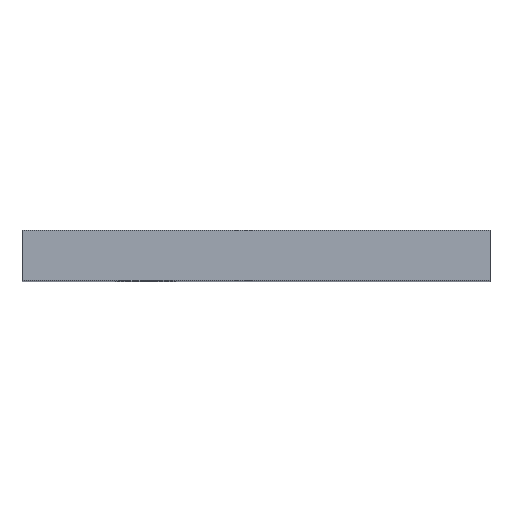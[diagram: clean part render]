
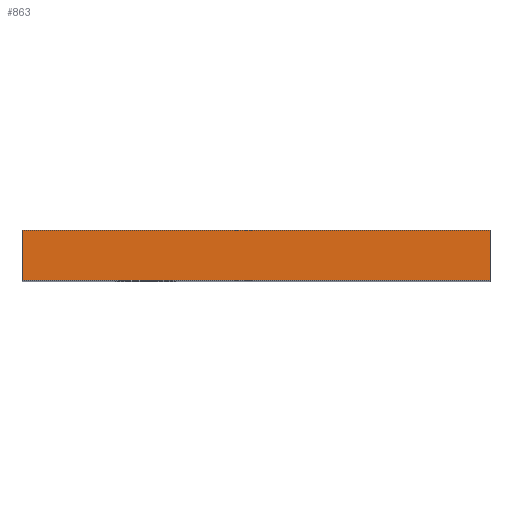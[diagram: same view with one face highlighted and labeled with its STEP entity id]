
A CAD part, top view. The second image highlights one B-rep face of the part: STEP entity #863.
In plain terms, the highlighted planar face has unit normal (0, 0, 1).
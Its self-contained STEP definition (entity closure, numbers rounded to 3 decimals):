
#3 = EDGE_CURVE ( 'NONE', #1056, #389, #1049, .T. ) ;
#32 = CARTESIAN_POINT ( 'NONE',  ( -35.699, 39.018, 112.526 ) ) ;
#40 = EDGE_LOOP ( 'NONE', ( #1026, #218, #805, #931 ) ) ;
#98 = FACE_OUTER_BOUND ( 'NONE', #40, .T. ) ;
#100 = CARTESIAN_POINT ( 'NONE',  ( -35.699, 39.018, 112.526 ) ) ;
#111 = CARTESIAN_POINT ( 'NONE',  ( -35.699, 39.018, 112.526 ) ) ;
#188 = CARTESIAN_POINT ( 'NONE',  ( -175.699, 39.018, 112.526 ) ) ;
#218 = ORIENTED_EDGE ( 'NONE', *, *, #1009, .F. ) ;
#220 = VECTOR ( 'NONE', #461, 1000. ) ;
#267 = DIRECTION ( 'NONE',  ( 1., 0., 0. ) ) ;
#357 = DIRECTION ( 'NONE',  ( 0., 0., 1. ) ) ;
#389 = VERTEX_POINT ( 'NONE', #583 ) ;
#449 = VERTEX_POINT ( 'NONE', #997 ) ;
#461 = DIRECTION ( 'NONE',  ( -1., 0., 0. ) ) ;
#556 = CARTESIAN_POINT ( 'NONE',  ( -35.699, 24.018, 112.526 ) ) ;
#572 = VECTOR ( 'NONE', #1052, 1000. ) ;
#583 = CARTESIAN_POINT ( 'NONE',  ( -175.699, 24.018, 112.526 ) ) ;
#608 = LINE ( 'NONE', #32, #220 ) ;
#609 = DIRECTION ( 'NONE',  ( 0., -1., 0. ) ) ;
#724 = VECTOR ( 'NONE', #609, 1000. ) ;
#732 = EDGE_CURVE ( 'NONE', #1054, #1056, #608, .T. ) ;
#751 = LINE ( 'NONE', #556, #572 ) ;
#802 = EDGE_CURVE ( 'NONE', #449, #389, #751, .T. ) ;
#805 = ORIENTED_EDGE ( 'NONE', *, *, #732, .T. ) ;
#809 = AXIS2_PLACEMENT_3D ( 'NONE', #100, #357, #267 ) ;
#823 = VECTOR ( 'NONE', #866, 1000. ) ;
#845 = PLANE ( 'NONE',  #809 ) ;
#852 = CARTESIAN_POINT ( 'NONE',  ( -35.699, 39.018, 112.526 ) ) ;
#863 = ADVANCED_FACE ( 'NONE', ( #98 ), #845, .T. ) ;
#866 = DIRECTION ( 'NONE',  ( 0., -1., 0. ) ) ;
#931 = ORIENTED_EDGE ( 'NONE', *, *, #3, .T. ) ;
#997 = CARTESIAN_POINT ( 'NONE',  ( -35.699, 24.018, 112.526 ) ) ;
#999 = LINE ( 'NONE', #852, #724 ) ;
#1009 = EDGE_CURVE ( 'NONE', #1054, #449, #999, .T. ) ;
#1026 = ORIENTED_EDGE ( 'NONE', *, *, #802, .F. ) ;
#1048 = CARTESIAN_POINT ( 'NONE',  ( -175.699, 39.018, 112.526 ) ) ;
#1049 = LINE ( 'NONE', #1048, #823 ) ;
#1052 = DIRECTION ( 'NONE',  ( -1., 0., 0. ) ) ;
#1054 = VERTEX_POINT ( 'NONE', #111 ) ;
#1056 = VERTEX_POINT ( 'NONE', #188 ) ;
